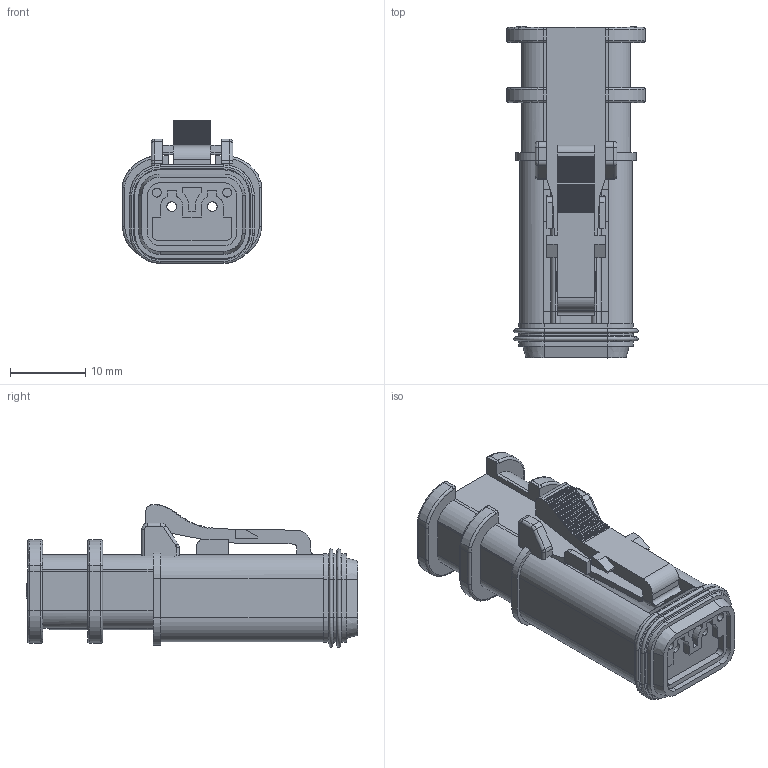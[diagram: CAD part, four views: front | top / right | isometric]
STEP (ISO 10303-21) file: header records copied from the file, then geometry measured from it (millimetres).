
FILE_DESCRIPTION (( 'STEP AP214' ), '1' );
FILE_NAME ('AT06-2S-OMXXX.STEP', '2019-02-26T14:40:30', ( '' ), ( '' ), 'SwSTEP 2.0', 'SolidWorks 2018', '' );
FILE_SCHEMA (( 'AUTOMOTIVE_DESIGN' ));
Length unit declared in the file: inch
Products named in the file (1): AT06-2S-OMXXX
Bounding box: 18.5 x 44.2 x 19.01 mm (x, y, z)
Volume: 6965.7 mm3; surface area: 3996.5 mm2
Topology: 1 solids, 6 shells, 872 faces, 2354 edges, 1530 vertices
Faces by surface type: plane 360, bspline 245, cylinder 192, torus 49, cone 20, sphere 6
Entity records: 30858 total; most frequent: CARTESIAN_POINT 11463, ORIENTED_EDGE 4668, DIRECTION 2890, EDGE_CURVE 2334, VERTEX_POINT 1524, VECTOR 1128, LINE 1128, B_SPLINE_CURVE_WITH_KNOTS 946
